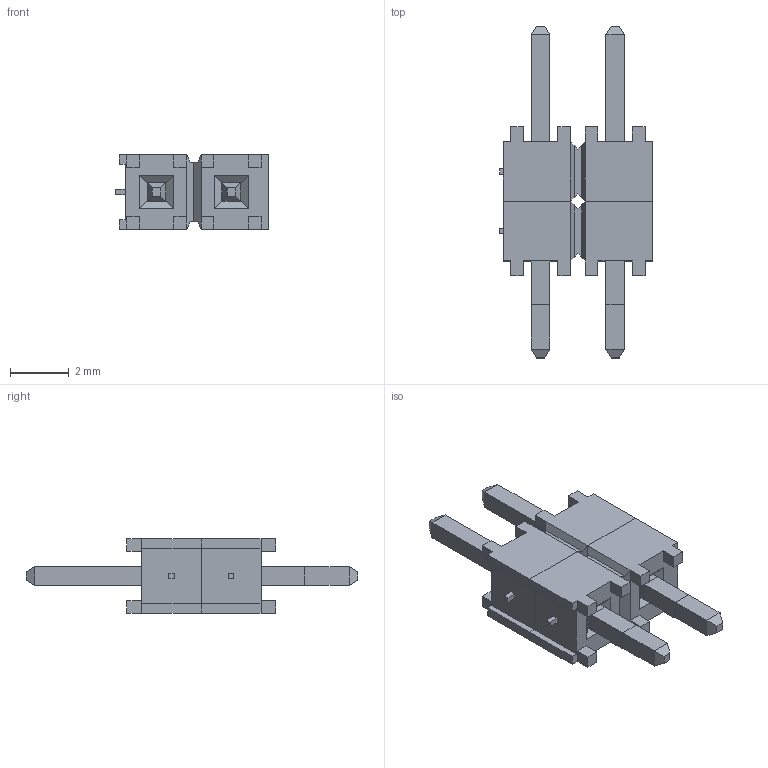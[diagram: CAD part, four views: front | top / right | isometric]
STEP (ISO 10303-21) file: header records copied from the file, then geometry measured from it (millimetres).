
FILE_DESCRIPTION (( 'STEP AP203' ), '1' );
FILE_NAME ('DW-02-16-X-S-200.step', '2013-02-11T12:16:34', ( 'Test' ), ( 'SAMTEC' ), 'SwSTEP 2.0', 'SolidWorks 2012', '' );
FILE_SCHEMA (( 'CONFIG_CONTROL_DESIGN' ));
Length unit declared in the file: inch
Products named in the file (1): DW-02-16-X-S-200
Bounding box: 5.21 x 11.3 x 2.54 mm (x, y, z)
Surface area: 165.5 mm2 (no closed solid volume)
Topology: 0 solids, 4 shells, 178 faces, 492 edges, 320 vertices
Faces by surface type: plane 178
Entity records: 5538 total; most frequent: CARTESIAN_POINT 1087, ORIENTED_EDGE 912, DIRECTION 818, EDGE_CURVE 492, LINE 460, VECTOR 460, VERTEX_POINT 320, EDGE_LOOP 184
